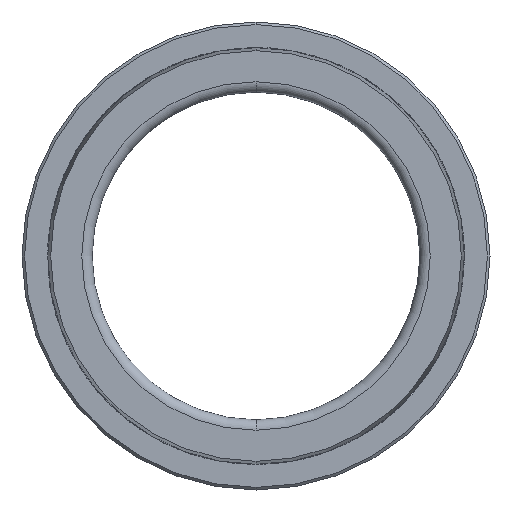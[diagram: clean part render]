
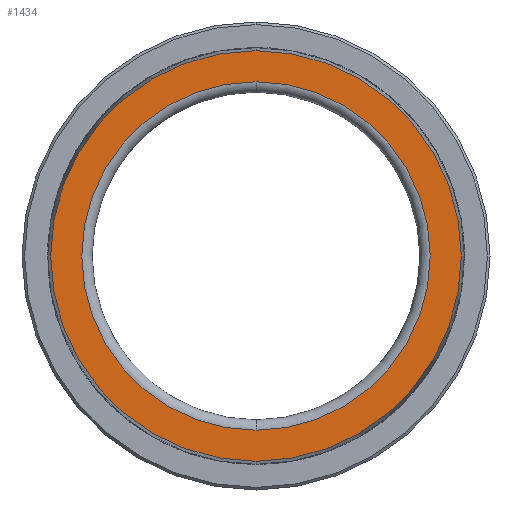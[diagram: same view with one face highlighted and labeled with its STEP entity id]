
A CAD part, front view. The second image highlights one B-rep face of the part: STEP entity #1434.
In plain terms, the highlighted planar face has unit normal (0, -1, 0).
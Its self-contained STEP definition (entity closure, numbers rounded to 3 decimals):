
#219 = DIRECTION ( 'NONE',  ( 0., -1., 0. ) ) ;
#269 = CARTESIAN_POINT ( 'NONE',  ( 0., -18.071, 33.5 ) ) ;
#298 = EDGE_CURVE ( 'NONE', #8001, #4962, #3195, .T. ) ;
#1426 = PLANE ( 'NONE',  #10216 ) ;
#1434 = ADVANCED_FACE ( 'NONE', ( #1540, #7937 ), #1426, .T. ) ;
#1507 = EDGE_CURVE ( 'NONE', #9826, #11116, #7335, .T. ) ;
#1540 = FACE_OUTER_BOUND ( 'NONE', #1940, .T. ) ;
#1802 = DIRECTION ( 'NONE',  ( 0., 0., -1. ) ) ;
#1940 = EDGE_LOOP ( 'NONE', ( #11709, #5001 ) ) ;
#2115 = CARTESIAN_POINT ( 'NONE',  ( 0., -18.071, -39.475 ) ) ;
#2340 = DIRECTION ( 'NONE',  ( 0., 0., -1. ) ) ;
#2395 = CIRCLE ( 'NONE', #9039, 33.5 ) ;
#2553 = EDGE_CURVE ( 'NONE', #11116, #9826, #3776, .T. ) ;
#2636 = CARTESIAN_POINT ( 'NONE',  ( 33.5, -18.071, 0. ) ) ;
#3195 = CIRCLE ( 'NONE', #4240, 33.5 ) ;
#3413 = CARTESIAN_POINT ( 'NONE',  ( 0., -18.071, 0. ) ) ;
#3776 = CIRCLE ( 'NONE', #10837, 39.475 ) ;
#4071 = DIRECTION ( 'NONE',  ( 0., 0., -1. ) ) ;
#4240 = AXIS2_PLACEMENT_3D ( 'NONE', #3413, #6219, #4486 ) ;
#4486 = DIRECTION ( 'NONE',  ( 0., 0., -1. ) ) ;
#4895 = DIRECTION ( 'NONE',  ( 0., 0., -1. ) ) ;
#4962 = VERTEX_POINT ( 'NONE', #8418 ) ;
#5001 = ORIENTED_EDGE ( 'NONE', *, *, #2553, .T. ) ;
#5599 = ORIENTED_EDGE ( 'NONE', *, *, #8358, .F. ) ;
#5678 = CARTESIAN_POINT ( 'NONE',  ( 0., -18.071, 39.475 ) ) ;
#5733 = CARTESIAN_POINT ( 'NONE',  ( 0., -18.071, 0. ) ) ;
#6134 = AXIS2_PLACEMENT_3D ( 'NONE', #5733, #10408, #1802 ) ;
#6219 = DIRECTION ( 'NONE',  ( 0., -1., 0. ) ) ;
#6776 = CARTESIAN_POINT ( 'NONE',  ( 0., -18.071, 0. ) ) ;
#7335 = CIRCLE ( 'NONE', #6134, 39.475 ) ;
#7367 = DIRECTION ( 'NONE',  ( 0., -1., 0. ) ) ;
#7394 = ORIENTED_EDGE ( 'NONE', *, *, #298, .F. ) ;
#7937 = FACE_BOUND ( 'NONE', #10718, .T. ) ;
#8001 = VERTEX_POINT ( 'NONE', #269 ) ;
#8358 = EDGE_CURVE ( 'NONE', #4962, #8001, #2395, .T. ) ;
#8418 = CARTESIAN_POINT ( 'NONE',  ( 0., -18.071, -33.5 ) ) ;
#8862 = DIRECTION ( 'NONE',  ( 0., -1., 0. ) ) ;
#9039 = AXIS2_PLACEMENT_3D ( 'NONE', #6776, #219, #4895 ) ;
#9758 = CARTESIAN_POINT ( 'NONE',  ( 0., -18.071, 0. ) ) ;
#9826 = VERTEX_POINT ( 'NONE', #5678 ) ;
#10216 = AXIS2_PLACEMENT_3D ( 'NONE', #2636, #7367, #2340 ) ;
#10408 = DIRECTION ( 'NONE',  ( 0., -1., 0. ) ) ;
#10718 = EDGE_LOOP ( 'NONE', ( #5599, #7394 ) ) ;
#10837 = AXIS2_PLACEMENT_3D ( 'NONE', #9758, #8862, #4071 ) ;
#11116 = VERTEX_POINT ( 'NONE', #2115 ) ;
#11709 = ORIENTED_EDGE ( 'NONE', *, *, #1507, .T. ) ;
